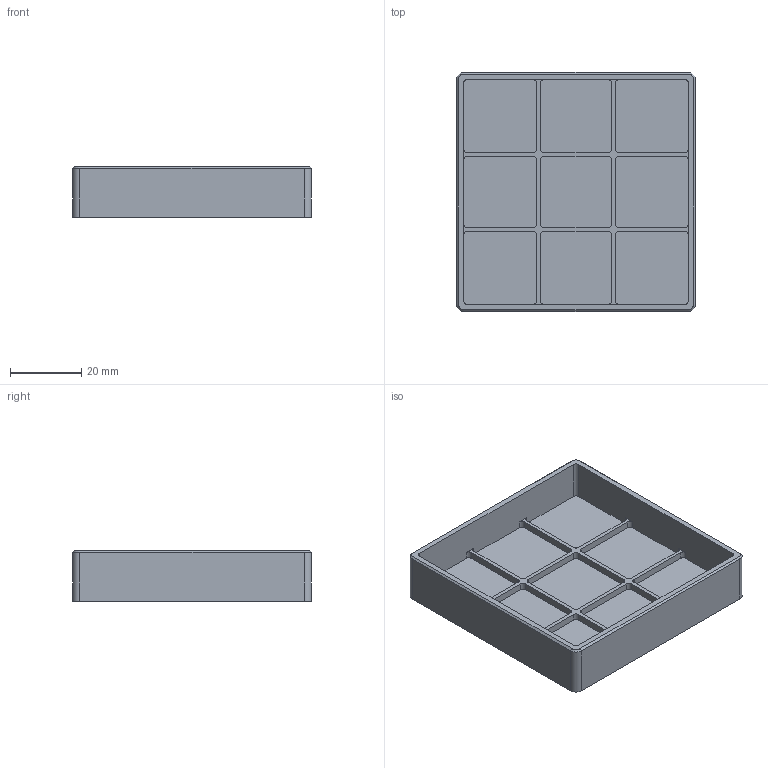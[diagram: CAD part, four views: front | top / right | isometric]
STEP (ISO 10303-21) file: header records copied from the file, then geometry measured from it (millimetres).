
FILE_DESCRIPTION(/* description */ (''),/* implementation_level */ '2;1');
FILE_NAME(/* name */ 'just another artisan case body.step',/* time_stamp */ '2022-02-10T17:05:27-05:00',/* author */ (''),/* organization */ (''),/* preprocessor_version */ 'ST-DEVELOPER v18.1',/* originating_system */ 'Autodesk Translation Framework v10.13.0.1454',/* authorisation */ '');
FILE_SCHEMA (('AUTOMOTIVE_DESIGN { 1 0 10303 214 3 1 1 }'));
Length unit declared in the file: millimetre
Products named in the file (1): just another artisan case
Bounding box: 67.15 x 67.15 x 14.25 mm (x, y, z)
Volume: 20700.6 mm3; surface area: 16532.3 mm2
Topology: 1 solids, 1 shells, 100 faces, 268 edges, 176 vertices
Faces by surface type: plane 52, cylinder 44, cone 4
Full cylindrical faces by diameter (mm): 4 x4
Entity records: 3173 total; most frequent: DIRECTION 562, CARTESIAN_POINT 545, ORIENTED_EDGE 536, EDGE_CURVE 268, AXIS2_PLACEMENT_3D 193, LINE 176, VECTOR 176, VERTEX_POINT 176
